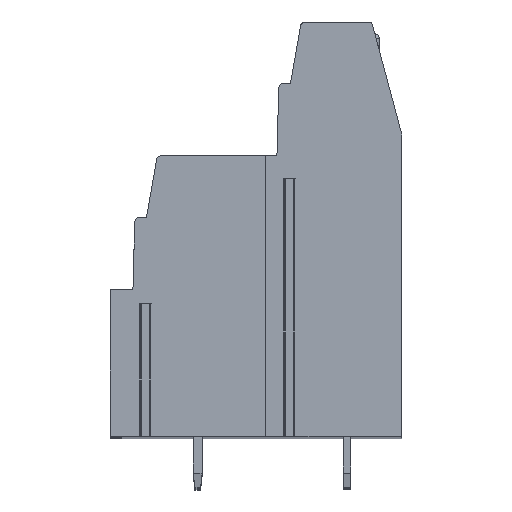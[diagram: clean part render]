
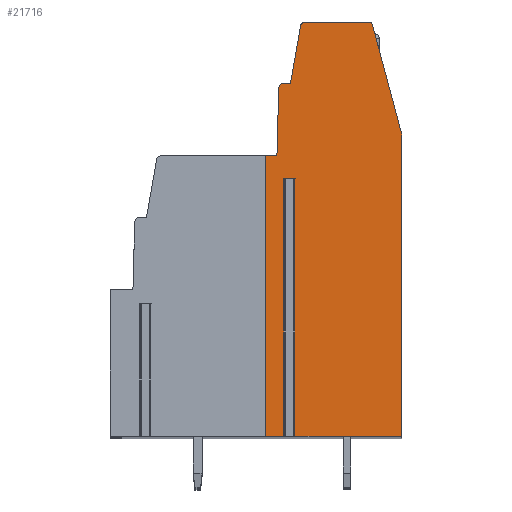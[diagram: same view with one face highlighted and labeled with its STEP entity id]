
A CAD part, top view. The second image highlights one B-rep face of the part: STEP entity #21716.
In plain terms, the highlighted planar face has unit normal (0, 0, 1).
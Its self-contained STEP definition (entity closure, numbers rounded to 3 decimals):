
#13=DIRECTION('',(-1.,0.,0.));
#14=VECTOR('',#13,0.743);
#15=CARTESIAN_POINT('',(1.908,2.65,83.82));
#16=LINE('',#15,#14);
#17=DIRECTION('',(0.,-1.,0.));
#18=VECTOR('',#17,17.55);
#19=CARTESIAN_POINT('',(1.165,2.65,83.82));
#20=LINE('',#19,#18);
#21=DIRECTION('',(1.,0.,0.));
#22=VECTOR('',#21,1.228);
#23=CARTESIAN_POINT('',(-0.063,-14.9,83.82));
#24=LINE('',#23,#22);
#25=DIRECTION('',(-1.,0.,0.));
#26=VECTOR('',#25,0.75);
#27=CARTESIAN_POINT('',(0.687,4.2,83.82));
#28=LINE('',#27,#26);
#29=DIRECTION('',(-0.026,-1.,0.));
#30=VECTOR('',#29,4.609);
#31=CARTESIAN_POINT('',(0.808,8.808,83.82));
#32=LINE('',#31,#30);
#33=CARTESIAN_POINT('',(1.108,8.8,83.82));
#34=DIRECTION('',(0.,0.,1.));
#35=DIRECTION('',(0.,1.,0.));
#36=AXIS2_PLACEMENT_3D('',#33,#34,#35);
#38=DIRECTION('',(-1.,0.,0.));
#39=VECTOR('',#38,0.497);
#40=CARTESIAN_POINT('',(1.605,9.1,83.82));
#41=LINE('',#40,#39);
#42=DIRECTION('',(-0.174,-0.985,0.));
#43=VECTOR('',#42,4.013);
#44=CARTESIAN_POINT('',(2.301,13.052,83.82));
#45=LINE('',#44,#43);
#46=CARTESIAN_POINT('',(2.597,13.,83.82));
#47=DIRECTION('',(0.,0.,1.));
#48=DIRECTION('',(0.,1.,0.));
#49=AXIS2_PLACEMENT_3D('',#46,#47,#48);
#51=DIRECTION('',(-1.,0.,0.));
#52=VECTOR('',#51,4.31);
#53=CARTESIAN_POINT('',(6.907,13.3,83.82));
#54=LINE('',#53,#52);
#55=CARTESIAN_POINT('',(6.907,13.,83.82));
#56=DIRECTION('',(0.,0.,1.));
#57=DIRECTION('',(0.966,0.259,0.));
#58=AXIS2_PLACEMENT_3D('',#55,#56,#57);
#60=CARTESIAN_POINT('',(8.187,5.518,83.82));
#61=DIRECTION('',(0.,0.,1.));
#62=DIRECTION('',(1.,0.,0.));
#63=AXIS2_PLACEMENT_3D('',#60,#61,#62);
#65=DIRECTION('',(0.,1.,0.));
#66=VECTOR('',#65,20.418);
#67=CARTESIAN_POINT('',(9.187,-14.9,83.82));
#68=LINE('',#67,#66);
#69=DIRECTION('',(1.,0.,0.));
#70=VECTOR('',#69,7.279);
#71=CARTESIAN_POINT('',(1.908,-14.9,83.82));
#72=LINE('',#71,#70);
#73=DIRECTION('',(0.,-1.,0.));
#74=VECTOR('',#73,17.55);
#75=CARTESIAN_POINT('',(1.908,2.65,83.82));
#76=LINE('',#75,#74);
#3355=DIRECTION('',(-0.259,0.966,0.));
#3356=VECTOR('',#3355,7.558);
#3357=CARTESIAN_POINT('',(9.153,5.777,83.82));
#3358=LINE('',#3357,#3356);
#8958=DIRECTION('',(0.,-1.,0.));
#8959=VECTOR('',#8958,19.1);
#8960=CARTESIAN_POINT('',(-0.063,4.2,83.82));
#8961=LINE('',#8960,#8959);
#17088=CARTESIAN_POINT('',(9.187,-14.9,83.82));
#17089=CARTESIAN_POINT('',(9.187,5.518,83.82));
#17090=VERTEX_POINT('',#17088);
#17091=VERTEX_POINT('',#17089);
#17092=CARTESIAN_POINT('',(9.153,5.777,83.82));
#17093=VERTEX_POINT('',#17092);
#17094=CARTESIAN_POINT('',(7.197,13.078,83.82));
#17095=CARTESIAN_POINT('',(6.907,13.3,83.82));
#17096=VERTEX_POINT('',#17094);
#17097=VERTEX_POINT('',#17095);
#17098=CARTESIAN_POINT('',(2.597,13.3,83.82));
#17099=VERTEX_POINT('',#17098);
#17100=CARTESIAN_POINT('',(2.301,13.052,83.82));
#17101=VERTEX_POINT('',#17100);
#17102=CARTESIAN_POINT('',(1.605,9.1,83.82));
#17103=VERTEX_POINT('',#17102);
#17104=CARTESIAN_POINT('',(1.108,9.1,83.82));
#17105=VERTEX_POINT('',#17104);
#17106=CARTESIAN_POINT('',(0.808,8.808,83.82));
#17107=VERTEX_POINT('',#17106);
#17108=CARTESIAN_POINT('',(0.687,4.2,83.82));
#17109=VERTEX_POINT('',#17108);
#17152=CARTESIAN_POINT('',(-0.063,-14.9,83.82));
#17154=VERTEX_POINT('',#17152);
#17160=CARTESIAN_POINT('',(-0.063,4.2,83.82));
#17161=VERTEX_POINT('',#17160);
#17236=CARTESIAN_POINT('',(1.908,2.65,83.82));
#17237=CARTESIAN_POINT('',(1.165,2.65,83.82));
#17238=VERTEX_POINT('',#17236);
#17239=VERTEX_POINT('',#17237);
#17240=CARTESIAN_POINT('',(1.908,-14.9,83.82));
#17241=VERTEX_POINT('',#17240);
#17242=CARTESIAN_POINT('',(1.165,-14.9,83.82));
#17243=VERTEX_POINT('',#17242);
#21675=CARTESIAN_POINT('',(0.,0.,83.82));
#21676=DIRECTION('',(0.,0.,1.));
#21677=DIRECTION('',(1.,0.,0.));
#21678=AXIS2_PLACEMENT_3D('',#21675,#21676,#21677);
#21679=PLANE('',#21678);
#21681=ORIENTED_EDGE('',*,*,#21680,.T.);
#21683=ORIENTED_EDGE('',*,*,#21682,.T.);
#21685=ORIENTED_EDGE('',*,*,#21684,.F.);
#21687=ORIENTED_EDGE('',*,*,#21686,.F.);
#21689=ORIENTED_EDGE('',*,*,#21688,.F.);
#21691=ORIENTED_EDGE('',*,*,#21690,.F.);
#21693=ORIENTED_EDGE('',*,*,#21692,.F.);
#21695=ORIENTED_EDGE('',*,*,#21694,.F.);
#21697=ORIENTED_EDGE('',*,*,#21696,.F.);
#21699=ORIENTED_EDGE('',*,*,#21698,.F.);
#21701=ORIENTED_EDGE('',*,*,#21700,.F.);
#21703=ORIENTED_EDGE('',*,*,#21702,.F.);
#21705=ORIENTED_EDGE('',*,*,#21704,.F.);
#21707=ORIENTED_EDGE('',*,*,#21706,.F.);
#21709=ORIENTED_EDGE('',*,*,#21708,.F.);
#21711=ORIENTED_EDGE('',*,*,#21710,.F.);
#21713=ORIENTED_EDGE('',*,*,#21712,.F.);
#21714=EDGE_LOOP('',(#21681,#21683,#21685,#21687,#21689,#21691,#21693,#21695,
#21697,#21699,#21701,#21703,#21705,#21707,#21709,#21711,#21713));
#21715=FACE_OUTER_BOUND('',#21714,.F.);
#37=CIRCLE('',#36,0.3);
#50=CIRCLE('',#49,0.3);
#59=CIRCLE('',#58,0.3);
#64=CIRCLE('',#63,1.);
#21680=EDGE_CURVE('',#17238,#17239,#16,.T.);
#21682=EDGE_CURVE('',#17239,#17243,#20,.T.);
#21684=EDGE_CURVE('',#17154,#17243,#24,.T.);
#21686=EDGE_CURVE('',#17161,#17154,#8961,.T.);
#21688=EDGE_CURVE('',#17109,#17161,#28,.T.);
#21690=EDGE_CURVE('',#17107,#17109,#32,.T.);
#21692=EDGE_CURVE('',#17105,#17107,#37,.T.);
#21694=EDGE_CURVE('',#17103,#17105,#41,.T.);
#21696=EDGE_CURVE('',#17101,#17103,#45,.T.);
#21698=EDGE_CURVE('',#17099,#17101,#50,.T.);
#21700=EDGE_CURVE('',#17097,#17099,#54,.T.);
#21702=EDGE_CURVE('',#17096,#17097,#59,.T.);
#21704=EDGE_CURVE('',#17093,#17096,#3358,.T.);
#21706=EDGE_CURVE('',#17091,#17093,#64,.T.);
#21708=EDGE_CURVE('',#17090,#17091,#68,.T.);
#21710=EDGE_CURVE('',#17241,#17090,#72,.T.);
#21712=EDGE_CURVE('',#17238,#17241,#76,.T.);
#21716=ADVANCED_FACE('',(#21715),#21679,.T.);
